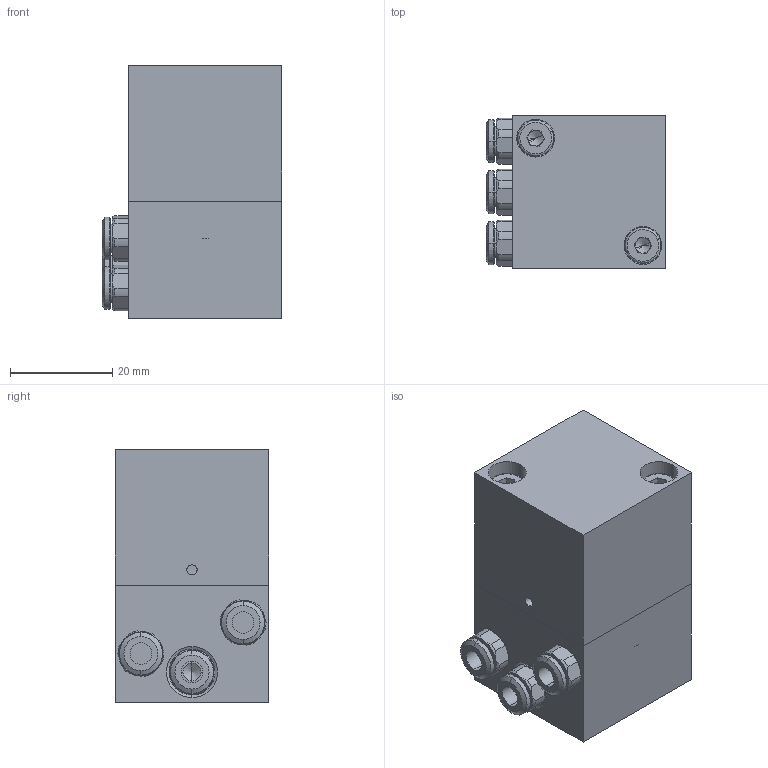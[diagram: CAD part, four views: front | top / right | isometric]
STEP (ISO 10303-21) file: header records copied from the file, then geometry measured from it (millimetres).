
FILE_DESCRIPTION (( 'STEP AP214' ), '1' );
FILE_NAME ('08_049_4.STEP', '2016-01-08T08:27:31', ( 'sopra-pneumatic.com' ), ( '' ), 'SwSTEP 2.0', 'SolidWorks 2016', '' );
FILE_SCHEMA (( 'AUTOMOTIVE_DESIGN' ));
Length unit declared in the file: millimetre
Products named in the file (1): 08_049_4
Bounding box: 35.2 x 30 x 49.6 mm (x, y, z)
Volume: 45901 mm3; surface area: 13548.2 mm2
Topology: 9 solids, 9 shells, 684 faces, 1724 edges, 1066 vertices
Faces by surface type: cone 313, cylinder 201, plane 114, torus 40, bspline 12, sphere 4
Entity records: 21443 total; most frequent: CARTESIAN_POINT 4118, DIRECTION 3945, ORIENTED_EDGE 3416, EDGE_CURVE 1708, AXIS2_PLACEMENT_3D 1635, VERTEX_POINT 1060, CIRCLE 962, EDGE_LOOP 708
